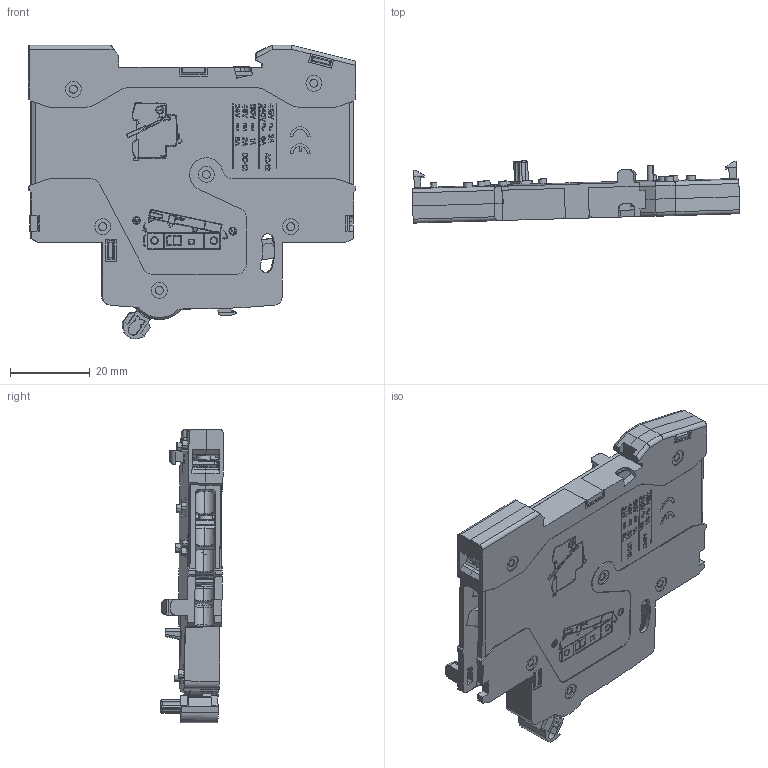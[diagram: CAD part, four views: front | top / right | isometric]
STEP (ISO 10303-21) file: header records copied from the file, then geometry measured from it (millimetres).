
FILE_DESCRIPTION((''),'2;1');
FILE_NAME('6ZTD_249_134_ASM_ASM','2023-07-13T08:42:41',('zjtu'),(''),'CREO PARAMETRIC BY PTC INC, 2020044','CREO PARAMETRIC BY PTC INC, 2020044','');
FILE_SCHEMA(('CONFIG_CONTROL_DESIGN','SHAPE_APPEARANCE_LAYERS_GROUPS'));
Products named in the file (41): 8ZTD_022_278_6_1_AF0; 8ZTD_022_278_6_2; 8ZTD_022_278_6_3_AF0; 8ZTD_022_278_6_4_AF0; 8ZTD_022_278_6_5_AF0; 8ZTD_022_278_6_6_AF0; 8ZTD_022_278_6_7_AF0; 8ZTD_022_278_6_8_AF0; 8ZTD_022_278_6_9_AF0; 8ZTD_022_278_6_10_AF0; 8ZTD_022_278_6_11_AF0; 8ZTD_022_278_6_12_AF0; 8ZTD_022_278_6_13_AF0; 8ZTD_022_278_6_14_AF0; 8ZTD_022_278_6_15_AF0; 8ZTD_022_278_6_16_AF0; 8ZTD_022_278_6_AF0_ASM; 8ZTD_550_356_3_AF0; 5ZTD_510_067_ASM_1_AF0_ASM; 8ZTD_550_356_3_AF1; 5ZTD_510_068_ASM_1_AF0_ASM; 8ZTD_574_211_5_AF0; 8ZTD_585_445_4_AF0; 5ZTD_510_082_ASM_2_AF0_ASM; 8ZTD_550_357_2_AF0; 5ZTD_510_069_ASM_1_AF0_ASM; 8ZTD_900_054_3; 8ZTD_950_168_1; 5ZTD_574_079_AF0_ASM_4_ASM; 5ZTD_574_079_AF1_ASM_4_ASM; 8ZTD_900_054_3_AF0; 8ZTD_950_168_1_AF0; 5ZTD_574_079_AF2_ASM_4_AF0_ASM; 8ZTD_231_162_3_AF0; 8ZTD_253_429_7_AF0; 6ZTD_249_113_ASM_5_AF0_ASM; 8ZTD_270_097_8_AF0; 8ZTD_441_083_1_AF0; 8ZTD_315_613_4_AF0; 6ZTD_249_134_ASM_1_AF0_ASM ...
Assembly tree (42 placements, depth 6):
  6ZTD_249_134_ASM_ASM
    6ZTD_249_134_ASM_1_AF0_ASM
      6ZTD_249_113_ASM_5_AF0_ASM
        8ZTD_022_278_6_AF0_ASM
          8ZTD_022_278_6_1_AF0
          8ZTD_022_278_6_2
          8ZTD_022_278_6_3_AF0
          8ZTD_022_278_6_4_AF0
          8ZTD_022_278_6_5_AF0
          8ZTD_022_278_6_6_AF0
          8ZTD_022_278_6_7_AF0
          8ZTD_022_278_6_8_AF0
          8ZTD_022_278_6_9_AF0
          8ZTD_022_278_6_10_AF0
          8ZTD_022_278_6_11_AF0
          8ZTD_022_278_6_12_AF0
          8ZTD_022_278_6_13_AF0
          8ZTD_022_278_6_14_AF0
          8ZTD_022_278_6_15_AF0
          8ZTD_022_278_6_16_AF0
        5ZTD_510_067_ASM_1_AF0_ASM
          8ZTD_550_356_3_AF0
        5ZTD_510_068_ASM_1_AF0_ASM
          8ZTD_550_356_3_AF1
        5ZTD_510_069_ASM_1_AF0_ASM
          5ZTD_510_082_ASM_2_AF0_ASM
            8ZTD_574_211_5_AF0
            8ZTD_585_445_4_AF0
          8ZTD_550_357_2_AF0
        5ZTD_574_079_AF0_ASM_4_ASM
          8ZTD_900_054_3
          8ZTD_950_168_1
        5ZTD_574_079_AF1_ASM_4_ASM
          8ZTD_900_054_3
          8ZTD_950_168_1
        5ZTD_574_079_AF2_ASM_4_AF0_ASM
          8ZTD_900_054_3_AF0
          8ZTD_950_168_1_AF0
        8ZTD_231_162_3_AF0
        8ZTD_253_429_7_AF0
      8ZTD_270_097_8_AF0
      8ZTD_441_083_1_AF0
      8ZTD_315_613_4_AF0
Bounding box: 82.21 x 15.73 x 73.72 mm (x, y, z)
Volume: 14097.3 mm3; surface area: 29821.2 mm2
Topology: 35 solids, 41 shells, 3330 faces, 9299 edges, 6180 vertices
Faces by surface type: plane 2670, cylinder 527, cone 65, bspline 32, torus 25, sphere 6, extrusion 5
Entity records: 126954 total; most frequent: CARTESIAN_POINT 20627, ORIENTED_EDGE 18168, DIRECTION 16927, EDGE_CURVE 9088, VECTOR 7579, LINE 7574, PRESENTATION_STYLE_ASSIGNMENT 6422, STYLED_ITEM 6418
